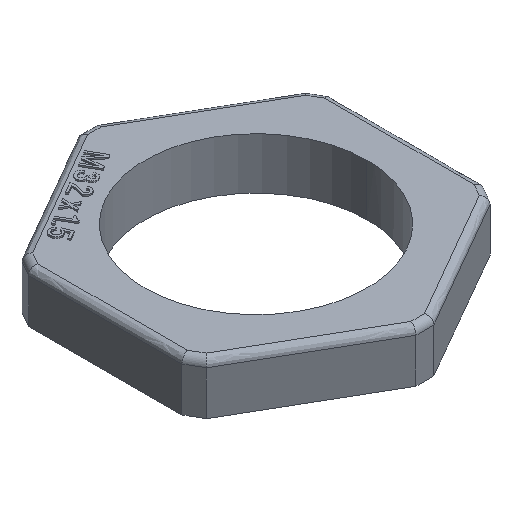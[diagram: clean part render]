
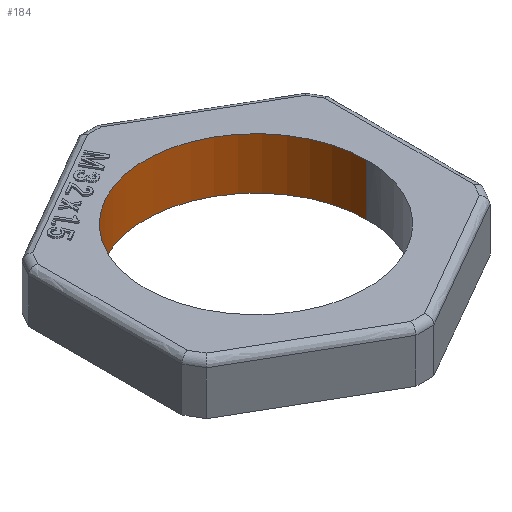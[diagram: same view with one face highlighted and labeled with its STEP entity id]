
A CAD part, isometric view. The second image highlights one B-rep face of the part: STEP entity #184.
In plain terms, the highlighted free-form (B-spline) face has degree [1, 2] with [2, 9] control points.
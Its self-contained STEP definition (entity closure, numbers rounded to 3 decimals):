
#184=ADVANCED_FACE('',(#365),#2812,.T.);
#365=FACE_OUTER_BOUND('',#546,.T.);
#546=EDGE_LOOP('',(#1494,#1495,#1496,#1497));
#1494=ORIENTED_EDGE('',*,*,#1974,.F.);
#1495=ORIENTED_EDGE('',*,*,#1975,.F.);
#1496=ORIENTED_EDGE('',*,*,#1973,.F.);
#1497=ORIENTED_EDGE('',*,*,#1976,.T.);
#1973=EDGE_CURVE('',#2481,#2769,#2450,.T.);
#1974=EDGE_CURVE('',#2457,#2482,#2451,.T.);
#1975=EDGE_CURVE('',#2769,#2457,#2452,.T.);
#1976=EDGE_CURVE('',#2481,#2482,#2453,.T.);
#2450=(
BOUNDED_CURVE()
B_SPLINE_CURVE(1,(#6122,#6123),.UNSPECIFIED.,.F.,.F.)
B_SPLINE_CURVE_WITH_KNOTS((2,2),(-4.236,-0.795),
 .UNSPECIFIED.)
CURVE()
GEOMETRIC_REPRESENTATION_ITEM()
RATIONAL_B_SPLINE_CURVE((1.,1.))
REPRESENTATION_ITEM('')
);
#2451=(
BOUNDED_CURVE()
B_SPLINE_CURVE(1,(#6124,#6125),.UNSPECIFIED.,.F.,.F.)
B_SPLINE_CURVE_WITH_KNOTS((2,2),(0.795,4.236),
 .UNSPECIFIED.)
CURVE()
GEOMETRIC_REPRESENTATION_ITEM()
RATIONAL_B_SPLINE_CURVE((1.,1.))
REPRESENTATION_ITEM('')
);
#2452=(
BOUNDED_CURVE()
B_SPLINE_CURVE(2,(#6126,#6127,#6128,#6129,#6130),.UNSPECIFIED.,.F.,.F.)
B_SPLINE_CURVE_WITH_KNOTS((3,2,3),(1.571,3.142,4.712),
 .UNSPECIFIED.)
CURVE()
GEOMETRIC_REPRESENTATION_ITEM()
RATIONAL_B_SPLINE_CURVE((1.,0.707,1.,0.707,1.))
REPRESENTATION_ITEM('')
);
#2453=(
BOUNDED_CURVE()
B_SPLINE_CURVE(2,(#6131,#6132,#6133,#6134,#6135),.UNSPECIFIED.,.F.,.F.)
B_SPLINE_CURVE_WITH_KNOTS((3,2,3),(1.571,3.142,4.712),
 .UNSPECIFIED.)
CURVE()
GEOMETRIC_REPRESENTATION_ITEM()
RATIONAL_B_SPLINE_CURVE((1.,0.707,1.,0.707,1.))
REPRESENTATION_ITEM('')
);
#2457=VERTEX_POINT('',#4591);
#2481=VERTEX_POINT('',#4615);
#2482=VERTEX_POINT('',#4616);
#2769=VERTEX_POINT('',#4903);
#2812=(
BOUNDED_SURFACE()
B_SPLINE_SURFACE(1,2,((#4554,#4555,#4556,#4557,#4558,#4559,#4560,#4561,
#4562),(#4563,#4564,#4565,#4566,#4567,#4568,#4569,#4570,#4571)),
 .UNSPECIFIED.,.F.,.F.,.F.)
B_SPLINE_SURFACE_WITH_KNOTS((2,2),(3,2,2,2,3),(0.,6.817),(0.,1.571,
3.142,4.712,6.283),.UNSPECIFIED.)
GEOMETRIC_REPRESENTATION_ITEM()
RATIONAL_B_SPLINE_SURFACE(((1.,0.707,1.,0.707,1.,
0.707,1.,0.707,1.),(1.,0.707,1.,0.707,
1.,0.707,1.,0.707,1.)))
REPRESENTATION_ITEM('')
SURFACE()
);
#4554=CARTESIAN_POINT('',(0.,-15.08,-2.969));
#4555=CARTESIAN_POINT('',(15.08,-15.08,-2.969));
#4556=CARTESIAN_POINT('',(15.08,0.,-2.969));
#4557=CARTESIAN_POINT('',(15.08,15.08,-2.969));
#4558=CARTESIAN_POINT('',(0.,15.08,-2.969));
#4559=CARTESIAN_POINT('',(-15.08,15.08,-2.969));
#4560=CARTESIAN_POINT('',(-15.08,0.,-2.969));
#4561=CARTESIAN_POINT('',(-15.08,-15.08,-2.969));
#4562=CARTESIAN_POINT('',(0.,-15.08,-2.969));
#4563=CARTESIAN_POINT('',(0.,-15.08,11.289));
#4564=CARTESIAN_POINT('',(15.08,-15.08,11.289));
#4565=CARTESIAN_POINT('',(15.08,0.,11.289));
#4566=CARTESIAN_POINT('',(15.08,15.08,11.289));
#4567=CARTESIAN_POINT('',(0.,15.08,11.289));
#4568=CARTESIAN_POINT('',(-15.08,15.08,11.289));
#4569=CARTESIAN_POINT('',(-15.08,0.,11.289));
#4570=CARTESIAN_POINT('',(-15.08,-15.08,11.289));
#4571=CARTESIAN_POINT('',(0.,-15.08,11.289));
#4591=CARTESIAN_POINT('',(-15.08,0.,0.));
#4615=CARTESIAN_POINT('',(15.08,0.,7.));
#4616=CARTESIAN_POINT('',(-15.08,0.,7.));
#4903=CARTESIAN_POINT('',(15.08,0.,0.));
#6122=CARTESIAN_POINT('',(15.08,0.,7.));
#6123=CARTESIAN_POINT('',(15.08,0.,0.));
#6124=CARTESIAN_POINT('',(-15.08,0.,0.));
#6125=CARTESIAN_POINT('',(-15.08,0.,7.));
#6126=CARTESIAN_POINT('',(15.08,0.,0.));
#6127=CARTESIAN_POINT('',(15.08,15.08,0.));
#6128=CARTESIAN_POINT('',(0.,15.08,0.));
#6129=CARTESIAN_POINT('',(-15.08,15.08,0.));
#6130=CARTESIAN_POINT('',(-15.08,0.,0.));
#6131=CARTESIAN_POINT('',(15.08,0.,7.));
#6132=CARTESIAN_POINT('',(15.08,15.08,7.));
#6133=CARTESIAN_POINT('',(0.,15.08,7.));
#6134=CARTESIAN_POINT('',(-15.08,15.08,7.));
#6135=CARTESIAN_POINT('',(-15.08,0.,7.));
